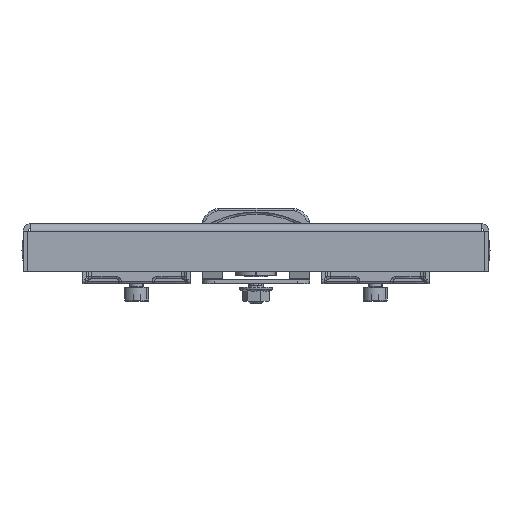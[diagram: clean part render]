
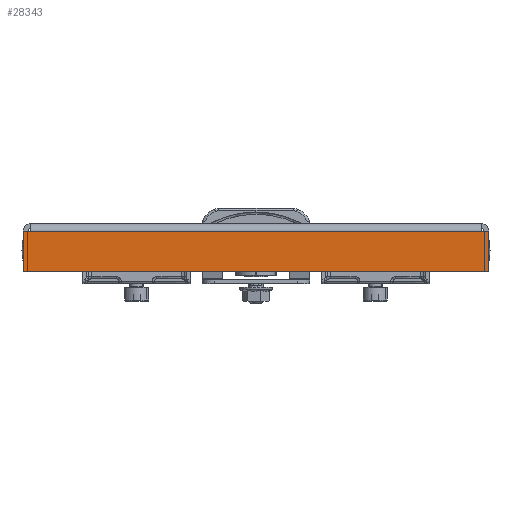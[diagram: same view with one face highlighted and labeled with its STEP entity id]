
A CAD part, left-side view. The second image highlights one B-rep face of the part: STEP entity #28343.
In plain terms, the highlighted planar face has unit normal (-1, 0, 0).
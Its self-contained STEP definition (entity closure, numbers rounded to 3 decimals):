
#3373 = CARTESIAN_POINT ( 'NONE',  ( -297., 97.5, -3. ) ) ;
#3375 = CARTESIAN_POINT ( 'NONE',  ( -297., -97.5, -20. ) ) ;
#3378 = CARTESIAN_POINT ( 'NONE',  ( -297., 97.5, -20. ) ) ;
#3384 = CARTESIAN_POINT ( 'NONE',  ( -297., 94.5, -3. ) ) ;
#3684 = CARTESIAN_POINT ( 'NONE',  ( -297., -94.5, -3. ) ) ;
#12057 = EDGE_CURVE ( 'NONE', #26375, #26422, #15482, .T. ) ;
#12067 = EDGE_CURVE ( 'NONE', #26369, #26366, #15494, .T. ) ;
#12076 = EDGE_CURVE ( 'NONE', #26366, #28525, #15517, .T. ) ;
#12088 = EDGE_CURVE ( 'NONE', #26364, #26369, #15534, .T. ) ;
#12097 = EDGE_CURVE ( 'NONE', #26422, #28525, #15541, .T. ) ;
#12100 = EDGE_CURVE ( 'NONE', #26364, #26375, #15564, .T. ) ;
#15482 = LINE ( 'NONE', #27758, #15492 ) ;
#15492 = VECTOR ( 'NONE', #27753, 1000. ) ;
#15494 = LINE ( 'NONE', #27755, #15509 ) ;
#15509 = VECTOR ( 'NONE', #27739, 1000. ) ;
#15517 = LINE ( 'NONE', #27722, #15526 ) ;
#15526 = VECTOR ( 'NONE', #27720, 1000. ) ;
#15534 = LINE ( 'NONE', #27737, #15549 ) ;
#15541 = LINE ( 'NONE', #27708, #15567 ) ;
#15549 = VECTOR ( 'NONE', #27700, 1000. ) ;
#15564 = LINE ( 'NONE', #27678, #15571 ) ;
#15567 = VECTOR ( 'NONE', #27687, 1000. ) ;
#15571 = VECTOR ( 'NONE', #27674, 1000. ) ;
#18291 = EDGE_LOOP ( 'NONE', ( #25870, #25871, #25872, #25873, #25874, #25875 ) ) ;
#25870 = ORIENTED_EDGE ( 'NONE', *, *, #12100, .F. ) ;
#25871 = ORIENTED_EDGE ( 'NONE', *, *, #12088, .T. ) ;
#25872 = ORIENTED_EDGE ( 'NONE', *, *, #12067, .T. ) ;
#25873 = ORIENTED_EDGE ( 'NONE', *, *, #12076, .T. ) ;
#25874 = ORIENTED_EDGE ( 'NONE', *, *, #12097, .F. ) ;
#25875 = ORIENTED_EDGE ( 'NONE', *, *, #12057, .F. ) ;
#26364 = VERTEX_POINT ( 'NONE', #3373 ) ;
#26366 = VERTEX_POINT ( 'NONE', #3375 ) ;
#26369 = VERTEX_POINT ( 'NONE', #3378 ) ;
#26375 = VERTEX_POINT ( 'NONE', #3384 ) ;
#26422 = VERTEX_POINT ( 'NONE', #3684 ) ;
#27674 = DIRECTION ( 'NONE',  ( 0., -1., 0. ) ) ;
#27678 = CARTESIAN_POINT ( 'NONE',  ( -297., -97.5, -3. ) ) ;
#27687 = DIRECTION ( 'NONE',  ( 0., -1., 0. ) ) ;
#27700 = DIRECTION ( 'NONE',  ( 0., 0., -1. ) ) ;
#27708 = CARTESIAN_POINT ( 'NONE',  ( -297., -97.5, -3. ) ) ;
#27720 = DIRECTION ( 'NONE',  ( 0., 0., 1. ) ) ;
#27722 = CARTESIAN_POINT ( 'NONE',  ( -297., -97.5, 0. ) ) ;
#27737 = CARTESIAN_POINT ( 'NONE',  ( -297., 97.5, 0. ) ) ;
#27739 = DIRECTION ( 'NONE',  ( 0., -1., 0. ) ) ;
#27753 = DIRECTION ( 'NONE',  ( 0., -1., 0. ) ) ;
#27755 = CARTESIAN_POINT ( 'NONE',  ( -297., 0., -20. ) ) ;
#27758 = CARTESIAN_POINT ( 'NONE',  ( -297., -97.5, -3. ) ) ;
#28343 = ADVANCED_FACE ( 'NONE', ( #31929 ), #31065, .F. ) ;
#28525 = VERTEX_POINT ( 'NONE', #29376 ) ;
#29376 = CARTESIAN_POINT ( 'NONE',  ( -297., -97.5, -3. ) ) ;
#31058 = CARTESIAN_POINT ( 'NONE',  ( -297., 0., 0. ) ) ;
#31065 = PLANE ( 'NONE',  #33262 ) ;
#31069 = DIRECTION ( 'NONE',  ( 1., 0., 0. ) ) ;
#31071 = DIRECTION ( 'NONE',  ( 0., 0., -1. ) ) ;
#31929 = FACE_OUTER_BOUND ( 'NONE', #18291, .T. ) ;
#33262 = AXIS2_PLACEMENT_3D ( 'NONE', #31058, #31069, #31071 ) ;
